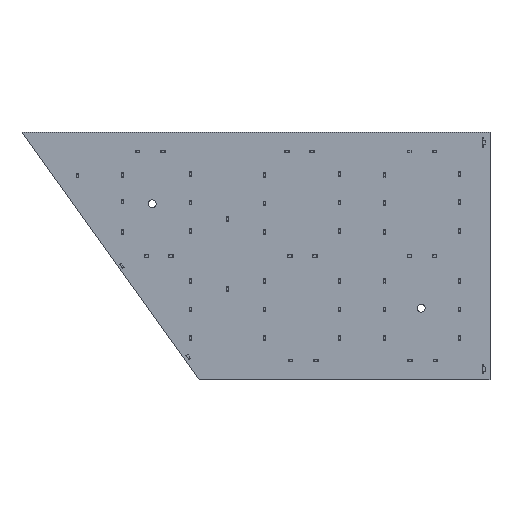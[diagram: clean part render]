
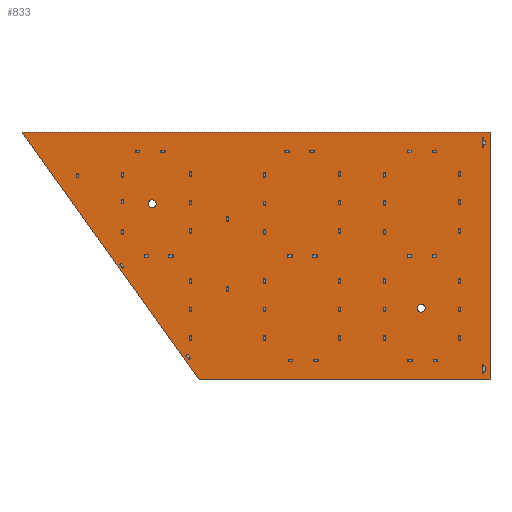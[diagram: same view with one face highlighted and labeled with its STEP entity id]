
A CAD part, top view. The second image highlights one B-rep face of the part: STEP entity #833.
In plain terms, the highlighted planar face has unit normal (0, 0, 1).
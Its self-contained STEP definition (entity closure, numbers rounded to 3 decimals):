
#632 = VERTEX_POINT('',#633);
#633 = CARTESIAN_POINT('',(-97.4,-83.,0.411));
#639 = EDGE_CURVE('',#632,#640,#642,.T.);
#640 = VERTEX_POINT('',#641);
#641 = CARTESIAN_POINT('',(-156.7,0.,0.411));
#642 = LINE('',#643,#644);
#643 = CARTESIAN_POINT('',(-97.4,-83.,0.411));
#644 = VECTOR('',#645,1.);
#645 = DIRECTION('',(-0.581,0.814,0.));
#670 = EDGE_CURVE('',#640,#671,#673,.T.);
#671 = VERTEX_POINT('',#672);
#672 = CARTESIAN_POINT('',(0.,0.,0.411));
#673 = LINE('',#674,#675);
#674 = CARTESIAN_POINT('',(-156.7,0.,0.411));
#675 = VECTOR('',#676,1.);
#676 = DIRECTION('',(1.,0.,0.));
#701 = EDGE_CURVE('',#671,#702,#704,.T.);
#702 = VERTEX_POINT('',#703);
#703 = CARTESIAN_POINT('',(0.,-83.,0.411));
#704 = LINE('',#705,#706);
#705 = CARTESIAN_POINT('',(0.,0.,0.411));
#706 = VECTOR('',#707,1.);
#707 = DIRECTION('',(0.,-1.,0.));
#732 = EDGE_CURVE('',#702,#632,#733,.T.);
#733 = LINE('',#734,#735);
#734 = CARTESIAN_POINT('',(0.,-83.,0.411));
#735 = VECTOR('',#736,1.);
#736 = DIRECTION('',(-1.,0.,0.));
#756 = VERTEX_POINT('',#757);
#757 = CARTESIAN_POINT('',(-111.8,-24.,0.411));
#763 = EDGE_CURVE('',#756,#756,#764,.T.);
#764 = CIRCLE('',#765,1.3);
#765 = AXIS2_PLACEMENT_3D('',#766,#767,#768);
#766 = CARTESIAN_POINT('',(-113.1,-24.,0.411));
#767 = DIRECTION('',(0.,0.,1.));
#768 = DIRECTION('',(1.,0.,-0.));
#789 = VERTEX_POINT('',#790);
#790 = CARTESIAN_POINT('',(-21.7,-59.,0.411));
#796 = EDGE_CURVE('',#789,#789,#797,.T.);
#797 = CIRCLE('',#798,1.3);
#798 = AXIS2_PLACEMENT_3D('',#799,#800,#801);
#799 = CARTESIAN_POINT('',(-23.,-59.,0.411));
#800 = DIRECTION('',(0.,0.,1.));
#801 = DIRECTION('',(1.,0.,-0.));
#833 = ADVANCED_FACE('',(#834,#840,#843),#846,.F.);
#834 = FACE_BOUND('',#835,.F.);
#835 = EDGE_LOOP('',(#836,#837,#838,#839));
#836 = ORIENTED_EDGE('',*,*,#639,.T.);
#837 = ORIENTED_EDGE('',*,*,#670,.T.);
#838 = ORIENTED_EDGE('',*,*,#701,.T.);
#839 = ORIENTED_EDGE('',*,*,#732,.T.);
#840 = FACE_BOUND('',#841,.F.);
#841 = EDGE_LOOP('',(#842));
#842 = ORIENTED_EDGE('',*,*,#763,.T.);
#843 = FACE_BOUND('',#844,.F.);
#844 = EDGE_LOOP('',(#845));
#845 = ORIENTED_EDGE('',*,*,#796,.T.);
#846 = PLANE('',#847);
#847 = AXIS2_PLACEMENT_3D('',#848,#849,#850);
#848 = CARTESIAN_POINT('',(-68.277,-35.896,0.411));
#849 = DIRECTION('',(-0.,-0.,-1.));
#850 = DIRECTION('',(-1.,0.,0.));
